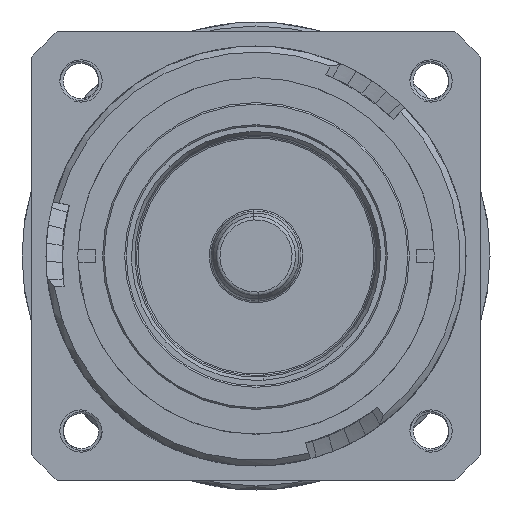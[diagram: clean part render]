
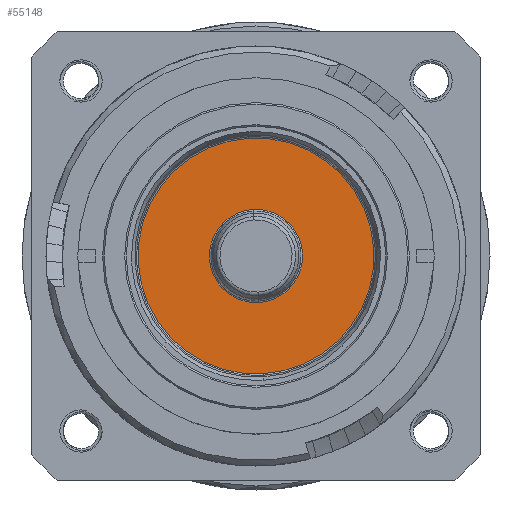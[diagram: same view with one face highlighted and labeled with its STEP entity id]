
A CAD part, left-side view. The second image highlights one B-rep face of the part: STEP entity #55148.
In plain terms, the highlighted planar face has unit normal (-1, 0, 0).
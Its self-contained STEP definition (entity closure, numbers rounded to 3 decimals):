
#17250=CARTESIAN_POINT('',(22.3,0.,0.));
#17251=DIRECTION('',(1.,0.,0.));
#17252=DIRECTION('',(0.,-0.065,-0.998));
#17253=AXIS2_PLACEMENT_3D('',#17250,#17251,#17252);
#17255=CARTESIAN_POINT('',(22.3,0.,0.));
#17256=DIRECTION('',(1.,0.,0.));
#17257=DIRECTION('',(0.,0.065,0.998));
#17258=AXIS2_PLACEMENT_3D('',#17255,#17256,#17257);
#17260=CARTESIAN_POINT('',(22.3,0.,0.));
#17261=DIRECTION('',(1.,0.,0.));
#17262=DIRECTION('',(0.,0.065,0.998));
#17263=AXIS2_PLACEMENT_3D('',#17260,#17261,#17262);
#17265=CARTESIAN_POINT('',(22.3,0.,0.));
#17266=DIRECTION('',(1.,0.,0.));
#17267=DIRECTION('',(0.,-0.065,-0.998));
#17268=AXIS2_PLACEMENT_3D('',#17265,#17266,#17267);
#18106=CARTESIAN_POINT('',(22.3,-0.97,-14.969));
#18107=CARTESIAN_POINT('',(22.3,0.97,14.969));
#18108=VERTEX_POINT('',#18106);
#18109=VERTEX_POINT('',#18107);
#18122=CARTESIAN_POINT('',(22.3,0.383,5.913));
#18123=CARTESIAN_POINT('',(22.3,-0.383,-5.913));
#18124=VERTEX_POINT('',#18122);
#18125=VERTEX_POINT('',#18123);
#55132=CARTESIAN_POINT('',(22.3,0.,0.));
#55133=DIRECTION('',(-1.,0.,0.));
#55134=DIRECTION('',(0.,-0.065,-0.998));
#55135=AXIS2_PLACEMENT_3D('',#55132,#55133,#55134);
#55136=PLANE('803',#55135);
#55137=ORIENTED_EDGE('3850',*,*,#55122,.T.);
#55139=ORIENTED_EDGE('3852',*,*,#55138,.T.);
#55140=EDGE_LOOP('803',(#55137,#55139));
#55141=FACE_OUTER_BOUND('803',#55140,.F.);
#55143=ORIENTED_EDGE('3886',*,*,#55142,.F.);
#55145=ORIENTED_EDGE('3888',*,*,#55144,.F.);
#55146=EDGE_LOOP('803',(#55143,#55145));
#55147=FACE_BOUND('803',#55146,.F.);
#17254=CIRCLE('3850',#17253,15.);
#17259=CIRCLE('3852',#17258,15.);
#17264=CIRCLE('3886',#17263,5.925);
#17269=CIRCLE('3888',#17268,5.925);
#55122=EDGE_CURVE('3850',#18108,#18109,#17254,.T.);
#55138=EDGE_CURVE('3852',#18109,#18108,#17259,.T.);
#55142=EDGE_CURVE('3886',#18124,#18125,#17264,.T.);
#55144=EDGE_CURVE('3888',#18125,#18124,#17269,.T.);
#55148=ADVANCED_FACE('803',(#55141,#55147),#55136,.T.);
